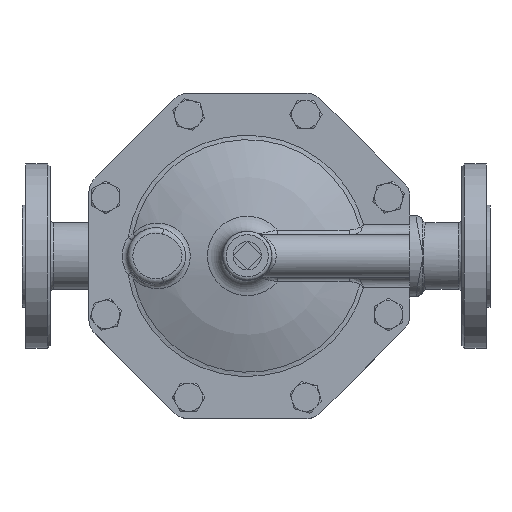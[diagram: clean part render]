
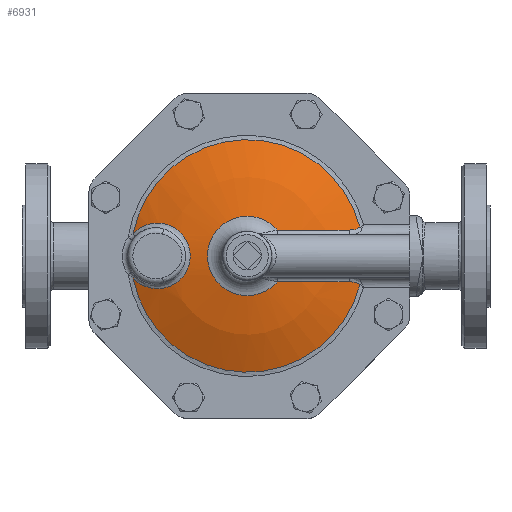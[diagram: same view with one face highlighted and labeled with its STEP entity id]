
A CAD part, top view. The second image highlights one B-rep face of the part: STEP entity #6931.
In plain terms, the highlighted spherical face has radius 160 mm.
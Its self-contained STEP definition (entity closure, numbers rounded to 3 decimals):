
#22=SPHERICAL_SURFACE('',#7577,160.);
#939=B_SPLINE_CURVE_WITH_KNOTS('',3,(#11277,#11278,#11279,#11280,#11281,
#11282,#11283,#11284,#11285,#11286,#11287,#11288,#11289,#11290,#11291,#11292,
#11293,#11294),.UNSPECIFIED.,.F.,.F.,(4,1,1,1,1,1,1,1,1,1,1,1,1,1,1,4),
(-9.4,-9.232,-8.728,-8.057,
-7.386,-7.218,-6.714,-6.043,
-5.371,-4.476,-4.029,-3.357,
-2.686,-1.343,-0.671,0.),.UNSPECIFIED.);
#944=B_SPLINE_CURVE_WITH_KNOTS('',3,(#11374,#11375,#11376,#11377,#11378,
#11379),.UNSPECIFIED.,.F.,.F.,(4,1,1,4),(-0.707,-0.303,
-0.101,0.),.UNSPECIFIED.);
#945=B_SPLINE_CURVE_WITH_KNOTS('',3,(#11386,#11387,#11388,#11389,#11390,
#11391,#11392),.UNSPECIFIED.,.F.,.F.,(4,1,1,1,4),(-0.707,-0.606,
-0.505,-0.404,0.),
 .UNSPECIFIED.);
#1777=FACE_OUTER_BOUND('',#2327,.T.);
#2327=EDGE_LOOP('',(#5459,#5460,#5461,#5462,#5463,#5464,#5465,#5466));
#2778=CIRCLE('',#7573,66.072);
#2779=CIRCLE('',#7575,66.072);
#2781=CIRCLE('',#7578,159.321);
#2782=CIRCLE('',#7579,22.588);
#2783=CIRCLE('',#7580,159.321);
#3273=VERTEX_POINT('',#11274);
#3274=VERTEX_POINT('',#11276);
#3278=VERTEX_POINT('',#11353);
#3279=VERTEX_POINT('',#11362);
#3281=VERTEX_POINT('',#11373);
#3282=VERTEX_POINT('',#11380);
#3283=VERTEX_POINT('',#11382);
#3284=VERTEX_POINT('',#11384);
#4067=EDGE_CURVE('',#3273,#3274,#939,.T.);
#4076=EDGE_CURVE('',#3278,#3273,#2778,.T.);
#4077=EDGE_CURVE('',#3274,#3279,#2779,.T.);
#4080=EDGE_CURVE('',#3281,#3278,#944,.T.);
#4081=EDGE_CURVE('',#3282,#3281,#2781,.T.);
#4082=EDGE_CURVE('',#3283,#3282,#2782,.T.);
#4083=EDGE_CURVE('',#3284,#3283,#2783,.T.);
#4084=EDGE_CURVE('',#3279,#3284,#945,.T.);
#5459=ORIENTED_EDGE('',*,*,#4067,.F.);
#5460=ORIENTED_EDGE('',*,*,#4076,.F.);
#5461=ORIENTED_EDGE('',*,*,#4080,.F.);
#5462=ORIENTED_EDGE('',*,*,#4081,.F.);
#5463=ORIENTED_EDGE('',*,*,#4082,.F.);
#5464=ORIENTED_EDGE('',*,*,#4083,.F.);
#5465=ORIENTED_EDGE('',*,*,#4084,.F.);
#5466=ORIENTED_EDGE('',*,*,#4077,.F.);
#6931=ADVANCED_FACE('',(#1777),#22,.T.);
#7573=AXIS2_PLACEMENT_3D('',#11360,#8870,#8871);
#7575=AXIS2_PLACEMENT_3D('',#11363,#8874,#8875);
#7577=AXIS2_PLACEMENT_3D('',#11372,#8878,#8879);
#7578=AXIS2_PLACEMENT_3D('',#11381,#8880,#8881);
#7579=AXIS2_PLACEMENT_3D('',#11383,#8882,#8883);
#7580=AXIS2_PLACEMENT_3D('',#11385,#8884,#8885);
#8870=DIRECTION('center_axis',(0.,0.,
-1.));
#8871=DIRECTION('ref_axis',(-1.,0.,0.));
#8874=DIRECTION('center_axis',(0.,0.,
-1.));
#8875=DIRECTION('ref_axis',(-1.,0.,0.));
#8878=DIRECTION('center_axis',(0.,0.,1.));
#8879=DIRECTION('ref_axis',(1.,0.,0.));
#8880=DIRECTION('center_axis',(0.,1.,0.));
#8881=DIRECTION('ref_axis',(-0.108,0.,-0.994));
#8882=DIRECTION('center_axis',(0.,0.,1.));
#8883=DIRECTION('ref_axis',(-1.,0.,0.));
#8884=DIRECTION('center_axis',(0.,-1.,0.));
#8885=DIRECTION('ref_axis',(-0.108,0.,-0.994));
#11274=CARTESIAN_POINT('',(-64.877,-12.508,17.035));
#11276=CARTESIAN_POINT('',(-64.877,12.508,17.035));
#11277=CARTESIAN_POINT('Ctrl Pts',(-64.877,-12.508,17.035));
#11278=CARTESIAN_POINT('Ctrl Pts',(-64.519,-12.904,
17.161));
#11279=CARTESIAN_POINT('Ctrl Pts',(-63.013,-14.433,
17.688));
#11280=CARTESIAN_POINT('Ctrl Pts',(-59.53,-16.917,
18.9));
#11281=CARTESIAN_POINT('Ctrl Pts',(-54.004,-18.773,
20.801));
#11282=CARTESIAN_POINT('Ctrl Pts',(-49.218,-18.718,
22.423));
#11283=CARTESIAN_POINT('Ctrl Pts',(-45.132,-17.788,
23.796));
#11284=CARTESIAN_POINT('Ctrl Pts',(-41.183,-16.165,
25.114));
#11285=CARTESIAN_POINT('Ctrl Pts',(-36.587,-12.371,
26.631));
#11286=CARTESIAN_POINT('Ctrl Pts',(-32.816,-6.017,
27.864));
#11287=CARTESIAN_POINT('Ctrl Pts',(-31.993,0.761,
28.132));
#11288=CARTESIAN_POINT('Ctrl Pts',(-33.562,7.25,27.621));
#11289=CARTESIAN_POINT('Ctrl Pts',(-36.556,12.338,26.641));
#11290=CARTESIAN_POINT('Ctrl Pts',(-43.261,17.895,24.429));
#11291=CARTESIAN_POINT('Ctrl Pts',(-51.955,19.466,21.507));
#11292=CARTESIAN_POINT('Ctrl Pts',(-60.024,16.754,18.73));
#11293=CARTESIAN_POINT('Ctrl Pts',(-63.443,14.094,17.538));
#11294=CARTESIAN_POINT('Ctrl Pts',(-64.877,12.508,17.035));
#11353=CARTESIAN_POINT('',(63.991,-16.453,17.035));
#11360=CARTESIAN_POINT('Origin',(0.,0.,
17.035));
#11362=CARTESIAN_POINT('',(63.991,16.453,17.035));
#11363=CARTESIAN_POINT('Origin',(0.,0.,
17.035));
#11372=CARTESIAN_POINT('Origin',(0.,0.,-128.685));
#11373=CARTESIAN_POINT('',(57.965,-14.724,19.717));
#11374=CARTESIAN_POINT('Ctrl Pts',(57.965,-14.724,19.717));
#11375=CARTESIAN_POINT('Ctrl Pts',(59.197,-14.724,19.236));
#11376=CARTESIAN_POINT('Ctrl Pts',(61.07,-14.889,18.461));
#11377=CARTESIAN_POINT('Ctrl Pts',(63.068,-15.623,17.531));
#11378=CARTESIAN_POINT('Ctrl Pts',(63.8,-16.207,17.147));
#11379=CARTESIAN_POINT('Ctrl Pts',(63.991,-16.453,17.035));
#11380=CARTESIAN_POINT('',(17.13,-14.724,29.712));
#11381=CARTESIAN_POINT('Origin',(0.,-14.724,
-128.685));
#11382=CARTESIAN_POINT('',(17.13,14.724,29.712));
#11383=CARTESIAN_POINT('Origin',(0.,0.,
29.712));
#11384=CARTESIAN_POINT('',(57.965,14.724,19.717));
#11385=CARTESIAN_POINT('Origin',(0.,14.724,-128.685));
#11386=CARTESIAN_POINT('Ctrl Pts',(63.991,16.453,17.035));
#11387=CARTESIAN_POINT('Ctrl Pts',(63.8,16.207,17.147));
#11388=CARTESIAN_POINT('Ctrl Pts',(63.315,15.815,17.402));
#11389=CARTESIAN_POINT('Ctrl Pts',(62.494,15.416,17.797));
#11390=CARTESIAN_POINT('Ctrl Pts',(60.762,14.858,18.589));
#11391=CARTESIAN_POINT('Ctrl Pts',(59.197,14.724,19.236));
#11392=CARTESIAN_POINT('Ctrl Pts',(57.965,14.724,19.717));
